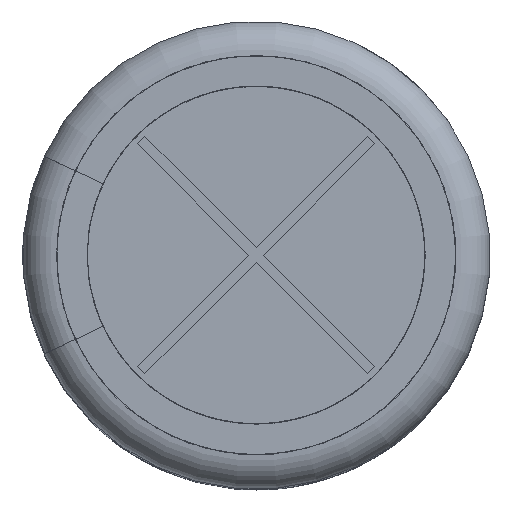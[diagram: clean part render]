
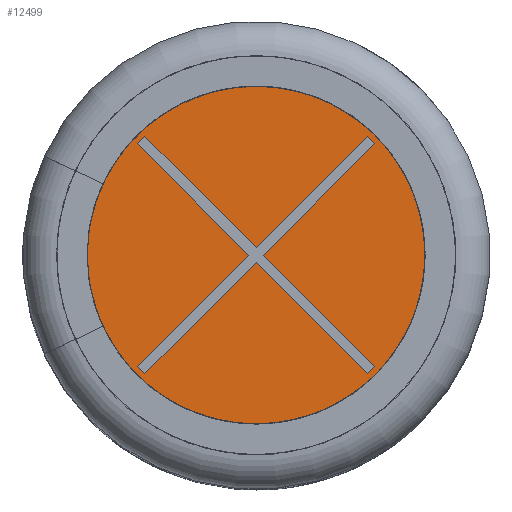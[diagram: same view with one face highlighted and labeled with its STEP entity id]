
A CAD part, top view. The second image highlights one B-rep face of the part: STEP entity #12499.
In plain terms, the highlighted planar face has unit normal (0, 0, 1).
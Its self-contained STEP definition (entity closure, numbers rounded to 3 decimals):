
#395=PLANE('',#13161);
#995=CIRCLE('',#13162,3.413);
#3394=ORIENTED_EDGE('',*,*,#4752,.F.);
#3395=ORIENTED_EDGE('',*,*,#4753,.T.);
#3396=ORIENTED_EDGE('',*,*,#4754,.T.);
#3397=ORIENTED_EDGE('',*,*,#4755,.T.);
#3398=ORIENTED_EDGE('',*,*,#4756,.T.);
#3399=ORIENTED_EDGE('',*,*,#4757,.T.);
#3400=ORIENTED_EDGE('',*,*,#4758,.T.);
#3401=ORIENTED_EDGE('',*,*,#4759,.T.);
#3402=ORIENTED_EDGE('',*,*,#4760,.T.);
#3403=ORIENTED_EDGE('',*,*,#4761,.T.);
#3404=ORIENTED_EDGE('',*,*,#4762,.T.);
#3405=ORIENTED_EDGE('',*,*,#4763,.T.);
#3406=ORIENTED_EDGE('',*,*,#4764,.T.);
#4752=EDGE_CURVE('',#5637,#5637,#995,.T.);
#4753=EDGE_CURVE('',#5638,#5639,#6338,.T.);
#4754=EDGE_CURVE('',#5639,#5640,#6339,.T.);
#4755=EDGE_CURVE('',#5640,#5641,#6340,.T.);
#4756=EDGE_CURVE('',#5641,#5642,#6341,.T.);
#4757=EDGE_CURVE('',#5642,#5643,#6342,.T.);
#4758=EDGE_CURVE('',#5643,#5644,#6343,.T.);
#4759=EDGE_CURVE('',#5644,#5645,#6344,.T.);
#4760=EDGE_CURVE('',#5645,#5646,#6345,.T.);
#4761=EDGE_CURVE('',#5646,#5647,#6346,.T.);
#4762=EDGE_CURVE('',#5647,#5648,#6347,.T.);
#4763=EDGE_CURVE('',#5648,#5649,#6348,.T.);
#4764=EDGE_CURVE('',#5649,#5638,#6349,.T.);
#5637=VERTEX_POINT('',#23494);
#5638=VERTEX_POINT('',#23496);
#5639=VERTEX_POINT('',#23497);
#5640=VERTEX_POINT('',#23499);
#5641=VERTEX_POINT('',#23501);
#5642=VERTEX_POINT('',#23503);
#5643=VERTEX_POINT('',#23505);
#5644=VERTEX_POINT('',#23507);
#5645=VERTEX_POINT('',#23509);
#5646=VERTEX_POINT('',#23511);
#5647=VERTEX_POINT('',#23513);
#5648=VERTEX_POINT('',#23515);
#5649=VERTEX_POINT('',#23517);
#6338=LINE('',#23495,#7012);
#6339=LINE('',#23498,#7013);
#6340=LINE('',#23500,#7014);
#6341=LINE('',#23502,#7015);
#6342=LINE('',#23504,#7016);
#6343=LINE('',#23506,#7017);
#6344=LINE('',#23508,#7018);
#6345=LINE('',#23510,#7019);
#6346=LINE('',#23512,#7020);
#6347=LINE('',#23514,#7021);
#6348=LINE('',#23516,#7022);
#6349=LINE('',#23518,#7023);
#7012=VECTOR('',#15095,1000.);
#7013=VECTOR('',#15096,1000.);
#7014=VECTOR('',#15097,1000.);
#7015=VECTOR('',#15098,1000.);
#7016=VECTOR('',#15099,1000.);
#7017=VECTOR('',#15100,1000.);
#7018=VECTOR('',#15101,1000.);
#7019=VECTOR('',#15102,1000.);
#7020=VECTOR('',#15103,1000.);
#7021=VECTOR('',#15104,1000.);
#7022=VECTOR('',#15105,1000.);
#7023=VECTOR('',#15106,1000.);
#7600=EDGE_LOOP('',(#3394));
#7601=EDGE_LOOP('',(#3395,#3396,#3397,#3398,#3399,#3400,#3401,#3402,#3403,
#3404,#3405,#3406));
#8230=FACE_BOUND('',#7600,.T.);
#8231=FACE_BOUND('',#7601,.T.);
#12499=ADVANCED_FACE('',(#8230,#8231),#395,.T.);
#13161=AXIS2_PLACEMENT_3D('',#23492,#15091,#15092);
#13162=AXIS2_PLACEMENT_3D('',#23493,#15093,#15094);
#15091=DIRECTION('',(0.,0.,1.));
#15092=DIRECTION('',(1.,0.,0.));
#15093=DIRECTION('',(0.,0.,-1.));
#15094=DIRECTION('',(-1.,0.,0.));
#15095=DIRECTION('',(0.707,0.707,0.));
#15096=DIRECTION('',(0.707,-0.707,0.));
#15097=DIRECTION('',(0.707,0.707,0.));
#15098=DIRECTION('',(0.707,-0.707,0.));
#15099=DIRECTION('',(-0.707,-0.707,0.));
#15100=DIRECTION('',(0.707,-0.707,0.));
#15101=DIRECTION('',(-0.707,-0.707,0.));
#15102=DIRECTION('',(-0.707,0.707,0.));
#15103=DIRECTION('',(-0.707,-0.707,0.));
#15104=DIRECTION('',(-0.707,0.707,0.));
#15105=DIRECTION('',(0.707,0.707,0.));
#15106=DIRECTION('',(-0.707,0.707,0.));
#23492=CARTESIAN_POINT('',(-3.413,0.,11.28));
#23493=CARTESIAN_POINT('',(0.,0.,11.28));
#23494=CARTESIAN_POINT('',(-3.413,0.,11.28));
#23495=CARTESIAN_POINT('',(-1.9,2.026,11.28));
#23496=CARTESIAN_POINT('',(-2.026,1.9,11.28));
#23497=CARTESIAN_POINT('',(-1.9,2.026,11.28));
#23498=CARTESIAN_POINT('',(0.,0.126,11.28));
#23499=CARTESIAN_POINT('',(0.,0.126,11.28));
#23500=CARTESIAN_POINT('',(0.,0.126,11.28));
#23501=CARTESIAN_POINT('',(1.9,2.026,11.28));
#23502=CARTESIAN_POINT('',(2.026,1.9,11.28));
#23503=CARTESIAN_POINT('',(2.026,1.9,11.28));
#23504=CARTESIAN_POINT('',(0.126,0.,11.28));
#23505=CARTESIAN_POINT('',(0.126,0.,11.28));
#23506=CARTESIAN_POINT('',(0.126,0.,11.28));
#23507=CARTESIAN_POINT('',(2.026,-1.9,11.28));
#23508=CARTESIAN_POINT('',(2.026,-1.9,11.28));
#23509=CARTESIAN_POINT('',(1.9,-2.026,11.28));
#23510=CARTESIAN_POINT('',(0.,-0.126,11.28));
#23511=CARTESIAN_POINT('',(0.,-0.126,11.28));
#23512=CARTESIAN_POINT('',(0.,-0.126,11.28));
#23513=CARTESIAN_POINT('',(-1.9,-2.026,11.28));
#23514=CARTESIAN_POINT('',(-1.9,-2.026,11.28));
#23515=CARTESIAN_POINT('',(-2.026,-1.9,11.28));
#23516=CARTESIAN_POINT('',(-0.126,0.,11.28));
#23517=CARTESIAN_POINT('',(-0.126,0.,11.28));
#23518=CARTESIAN_POINT('',(-0.126,0.,11.28));
